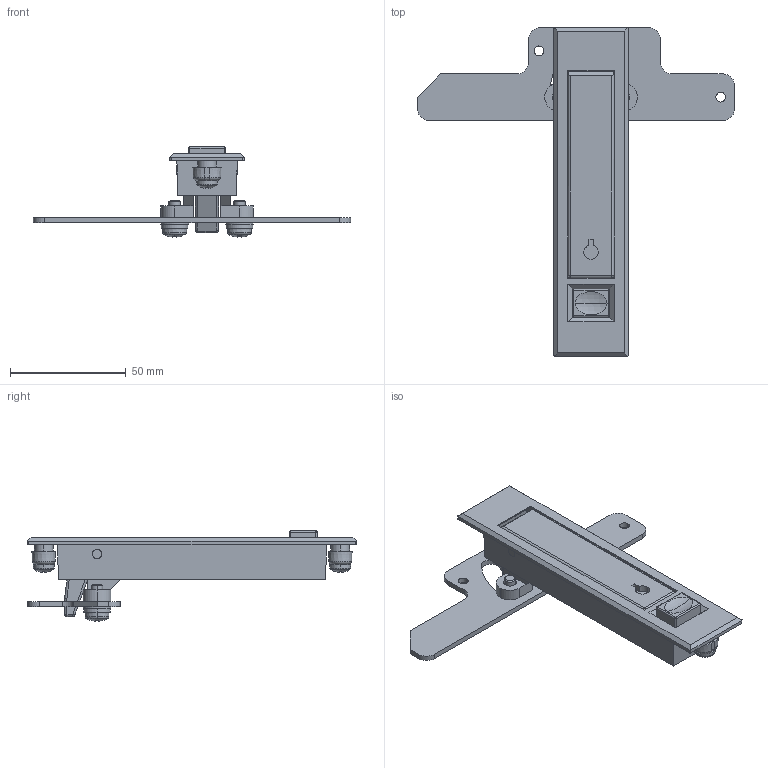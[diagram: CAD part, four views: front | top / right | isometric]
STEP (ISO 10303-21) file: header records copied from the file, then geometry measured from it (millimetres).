
FILE_DESCRIPTION (( 'STEP AP203' ), '1' );
FILE_NAME ('A-181-1.STEP', '2018-07-10T04:35:54', ( '' ), ( '' ), 'SwSTEP 2.0', 'SolidWorks 2014', '' );
FILE_SCHEMA (( 'CONFIG_CONTROL_DESIGN' ));
Length unit declared in the file: millimetre
Products named in the file (11): A-181-1_ウラブタ; A-181-1_押ボタン; A-181-1_十字穴付小ねじ_内径基準ver1.02_M5×6; A-181-1_本体; A-181-1_シャフト; A-181-1_カラー; A-181-1_十字穴付小ねじ_内径基準ver1.02_M6×12十字穴付なべ小ねじ; A-181-1_ハンドル; A-181-1_特殊座金; A-181-1_止め金; A-181-1
Assembly tree (14 placements, depth 2):
  A-181-1
    A-181-1_本体
    A-181-1_ハンドル
    A-181-1_押ボタン
    A-181-1_カラー  x2
    A-181-1_止め金
    A-181-1_ウラブタ
    A-181-1_シャフト
    A-181-1_特殊座金  x2
    A-181-1_十字穴付小ねじ_内径基準ver1.02_M5×6  x2
    A-181-1_十字穴付小ねじ_内径基準ver1.02_M6×12十字穴付なべ小ねじ  x2
Bounding box: 137 x 142 x 38.98 mm (x, y, z)
Volume: 52046 mm3; surface area: 40113.9 mm2
Topology: 14 solids, 14 shells, 554 faces, 1431 edges, 905 vertices
Faces by surface type: plane 291, cylinder 172, cone 32, torus 24, sphere 20, bspline 15
Entity records: 15538 total; most frequent: CARTESIAN_POINT 3336, ORIENTED_EDGE 2306, DIRECTION 2274, EDGE_CURVE 1153, AXIS2_PLACEMENT_3D 771, VERTEX_POINT 735, LINE 732, VECTOR 732
